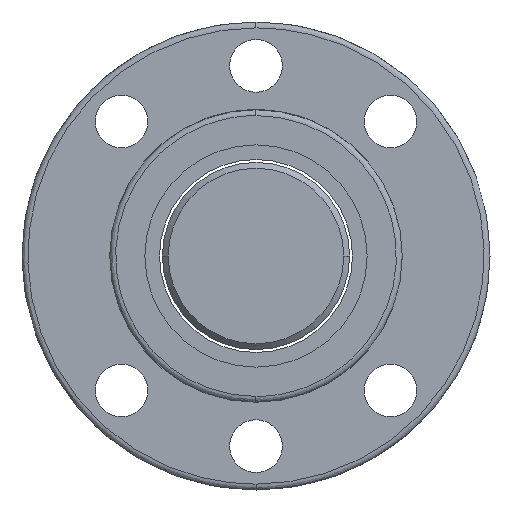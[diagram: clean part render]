
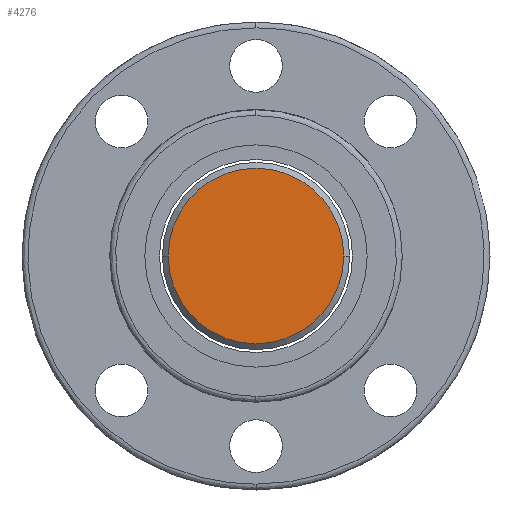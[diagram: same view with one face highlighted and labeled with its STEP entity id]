
A CAD part, left-side view. The second image highlights one B-rep face of the part: STEP entity #4276.
In plain terms, the highlighted planar face has unit normal (-1, 0, 0).
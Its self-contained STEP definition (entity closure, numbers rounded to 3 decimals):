
#3673 = DIRECTION ( 'NONE',  ( 1., 0., 0. ) ) ;
#3739 = AXIS2_PLACEMENT_3D ( 'NONE', #19300, #22975, #9999 ) ;
#3862 = CARTESIAN_POINT ( 'NONE',  ( -124., -15., 0. ) ) ;
#4276 = ADVANCED_FACE ( 'NONE', ( #15583 ), #13435, .F. ) ;
#5482 = EDGE_LOOP ( 'NONE', ( #15612, #12210 ) ) ;
#8116 = VERTEX_POINT ( 'NONE', #3862 ) ;
#8436 = CARTESIAN_POINT ( 'NONE',  ( -124., 0., 0. ) ) ;
#9271 = EDGE_CURVE ( 'NONE', #8116, #18648, #14183, .T. ) ;
#9544 = CARTESIAN_POINT ( 'NONE',  ( -124., 15., 0. ) ) ;
#9999 = DIRECTION ( 'NONE',  ( 0., 0., -1. ) ) ;
#10217 = DIRECTION ( 'NONE',  ( 1., 0., 0. ) ) ;
#11754 = DIRECTION ( 'NONE',  ( 0., 1., 0. ) ) ;
#12210 = ORIENTED_EDGE ( 'NONE', *, *, #9271, .F. ) ;
#13435 = PLANE ( 'NONE',  #3739 ) ;
#14183 = CIRCLE ( 'NONE', #20158, 15. ) ;
#15583 = FACE_OUTER_BOUND ( 'NONE', #5482, .T. ) ;
#15612 = ORIENTED_EDGE ( 'NONE', *, *, #19177, .F. ) ;
#17257 = CARTESIAN_POINT ( 'NONE',  ( -124., 0., 0. ) ) ;
#18648 = VERTEX_POINT ( 'NONE', #9544 ) ;
#19177 = EDGE_CURVE ( 'NONE', #18648, #8116, #21484, .T. ) ;
#19300 = CARTESIAN_POINT ( 'NONE',  ( -124., 8., 0. ) ) ;
#20158 = AXIS2_PLACEMENT_3D ( 'NONE', #8436, #10217, #23351 ) ;
#21347 = AXIS2_PLACEMENT_3D ( 'NONE', #17257, #3673, #11754 ) ;
#21484 = CIRCLE ( 'NONE', #21347, 15. ) ;
#22975 = DIRECTION ( 'NONE',  ( 1., 0., 0. ) ) ;
#23351 = DIRECTION ( 'NONE',  ( 0., 1., 0. ) ) ;
